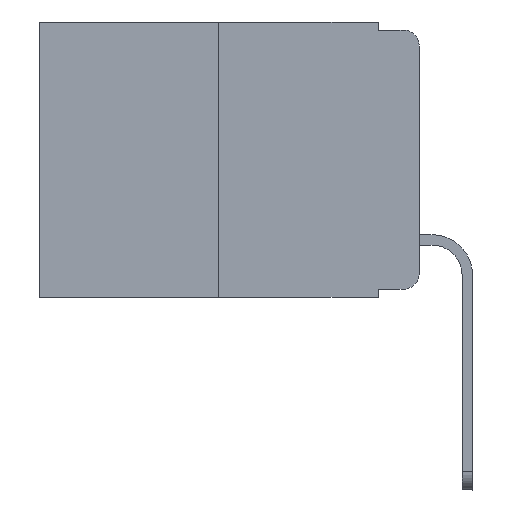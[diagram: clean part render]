
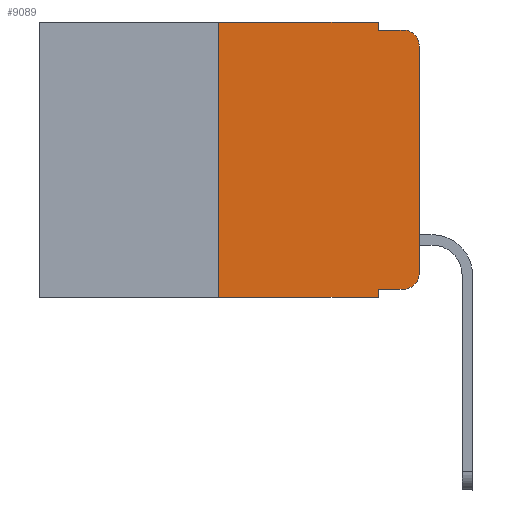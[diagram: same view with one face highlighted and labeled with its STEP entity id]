
A CAD part, left-side view. The second image highlights one B-rep face of the part: STEP entity #9089.
In plain terms, the highlighted planar face has unit normal (-1, 0, 0).
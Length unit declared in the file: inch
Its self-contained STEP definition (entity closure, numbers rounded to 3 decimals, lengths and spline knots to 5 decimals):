
#598 = DIRECTION ( 'NONE',  ( 0., -1., 0. ) ) ;
#837 = LINE ( 'NONE', #2600, #13080 ) ;
#851 = VECTOR ( 'NONE', #598, 39.37008 ) ;
#1003 = ORIENTED_EDGE ( 'NONE', *, *, #18306, .F. ) ;
#1492 = VERTEX_POINT ( 'NONE', #10283 ) ;
#1678 = CARTESIAN_POINT ( 'NONE',  ( 0., 0., 0. ) ) ;
#2220 = DIRECTION ( 'NONE',  ( 0., -1., 0. ) ) ;
#2600 = CARTESIAN_POINT ( 'NONE',  ( 0., 0.25, 0. ) ) ;
#3504 = CARTESIAN_POINT ( 'NONE',  ( 0., 0.02, -0.333 ) ) ;
#3945 = VECTOR ( 'NONE', #7634, 39.37008 ) ;
#3970 = CARTESIAN_POINT ( 'NONE',  ( 0., 0.051, -0.333 ) ) ;
#3983 = DIRECTION ( 'NONE',  ( -1., 0., 0. ) ) ;
#4064 = CARTESIAN_POINT ( 'NONE',  ( 0., 0.051, 0. ) ) ;
#4791 = AXIS2_PLACEMENT_3D ( 'NONE', #19968, #3983, #10807 ) ;
#4826 = VERTEX_POINT ( 'NONE', #8933 ) ;
#5115 = EDGE_CURVE ( 'NONE', #18286, #13447, #22245, .T. ) ;
#5326 = CIRCLE ( 'NONE', #13491, 0.02 ) ;
#5563 = AXIS2_PLACEMENT_3D ( 'NONE', #21320, #8700, #8571 ) ;
#5668 = LINE ( 'NONE', #4064, #3945 ) ;
#6038 = VECTOR ( 'NONE', #21024, 39.37008 ) ;
#6372 = CARTESIAN_POINT ( 'NONE',  ( 0., 0.473, -0.343 ) ) ;
#6512 = EDGE_CURVE ( 'NONE', #8762, #9570, #10210, .T. ) ;
#7057 = ORIENTED_EDGE ( 'NONE', *, *, #17631, .F. ) ;
#7634 = DIRECTION ( 'NONE',  ( 0., 0., -1. ) ) ;
#7876 = CARTESIAN_POINT ( 'NONE',  ( 0., 0.051, -0.01 ) ) ;
#8283 = CARTESIAN_POINT ( 'NONE',  ( 0., 0.051, -0.333 ) ) ;
#8343 = CARTESIAN_POINT ( 'NONE',  ( 0., 0.473, 0. ) ) ;
#8571 = DIRECTION ( 'NONE',  ( 0., 0., -1. ) ) ;
#8700 = DIRECTION ( 'NONE',  ( 1., 0., 0. ) ) ;
#8762 = VERTEX_POINT ( 'NONE', #21484 ) ;
#8933 = CARTESIAN_POINT ( 'NONE',  ( 0., 0., -0.313 ) ) ;
#8972 = EDGE_LOOP ( 'NONE', ( #22448, #11278, #14794, #7057, #12138, #17167, #12013, #1003, #20871, #16981 ) ) ;
#9089 = ADVANCED_FACE ( 'NONE', ( #14264 ), #17858, .F. ) ;
#9271 = VECTOR ( 'NONE', #2220, 39.37008 ) ;
#9570 = VERTEX_POINT ( 'NONE', #12962 ) ;
#9768 = VERTEX_POINT ( 'NONE', #8283 ) ;
#10087 = DIRECTION ( 'NONE',  ( -1., 0., 0. ) ) ;
#10210 = LINE ( 'NONE', #8343, #22136 ) ;
#10283 = CARTESIAN_POINT ( 'NONE',  ( 0., 0.051, -0.01 ) ) ;
#10423 = EDGE_CURVE ( 'NONE', #14150, #17139, #14797, .T. ) ;
#10560 = VECTOR ( 'NONE', #20332, 39.37008 ) ;
#10807 = DIRECTION ( 'NONE',  ( 0., 0., -1. ) ) ;
#11278 = ORIENTED_EDGE ( 'NONE', *, *, #10423, .T. ) ;
#12013 = ORIENTED_EDGE ( 'NONE', *, *, #5115, .T. ) ;
#12138 = ORIENTED_EDGE ( 'NONE', *, *, #6512, .F. ) ;
#12374 = VECTOR ( 'NONE', #13341, 39.37008 ) ;
#12962 = CARTESIAN_POINT ( 'NONE',  ( 0., 0.051, 0. ) ) ;
#13080 = VECTOR ( 'NONE', #13597, 39.37008 ) ;
#13341 = DIRECTION ( 'NONE',  ( 0., -1., 0. ) ) ;
#13447 = VERTEX_POINT ( 'NONE', #16251 ) ;
#13491 = AXIS2_PLACEMENT_3D ( 'NONE', #16941, #10087, #22144 ) ;
#13575 = LINE ( 'NONE', #7876, #12374 ) ;
#13597 = DIRECTION ( 'NONE',  ( 0., 0., 1. ) ) ;
#13923 = DIRECTION ( 'NONE',  ( 0., -1., 0. ) ) ;
#14081 = EDGE_CURVE ( 'NONE', #4826, #14150, #19180, .T. ) ;
#14150 = VERTEX_POINT ( 'NONE', #22749 ) ;
#14264 = FACE_OUTER_BOUND ( 'NONE', #8972, .T. ) ;
#14497 = EDGE_CURVE ( 'NONE', #18286, #8762, #837, .T. ) ;
#14794 = ORIENTED_EDGE ( 'NONE', *, *, #22860, .F. ) ;
#14797 = CIRCLE ( 'NONE', #4791, 0.02 ) ;
#15225 = LINE ( 'NONE', #22503, #10560 ) ;
#16123 = CARTESIAN_POINT ( 'NONE',  ( 0., 0.25, -0.343 ) ) ;
#16251 = CARTESIAN_POINT ( 'NONE',  ( 0., 0.051, -0.343 ) ) ;
#16654 = VERTEX_POINT ( 'NONE', #3504 ) ;
#16798 = EDGE_CURVE ( 'NONE', #9768, #16654, #18216, .T. ) ;
#16941 = CARTESIAN_POINT ( 'NONE',  ( 0., 0.02, -0.313 ) ) ;
#16981 = ORIENTED_EDGE ( 'NONE', *, *, #22816, .T. ) ;
#17139 = VERTEX_POINT ( 'NONE', #20797 ) ;
#17167 = ORIENTED_EDGE ( 'NONE', *, *, #14497, .F. ) ;
#17631 = EDGE_CURVE ( 'NONE', #9570, #1492, #15225, .T. ) ;
#17858 = PLANE ( 'NONE',  #5563 ) ;
#18216 = LINE ( 'NONE', #3970, #9271 ) ;
#18286 = VERTEX_POINT ( 'NONE', #16123 ) ;
#18306 = EDGE_CURVE ( 'NONE', #9768, #13447, #5668, .T. ) ;
#19180 = LINE ( 'NONE', #1678, #6038 ) ;
#19968 = CARTESIAN_POINT ( 'NONE',  ( 0., 0.02, -0.03 ) ) ;
#20332 = DIRECTION ( 'NONE',  ( 0., 0., -1. ) ) ;
#20797 = CARTESIAN_POINT ( 'NONE',  ( 0., 0.02, -0.01 ) ) ;
#20871 = ORIENTED_EDGE ( 'NONE', *, *, #16798, .T. ) ;
#21024 = DIRECTION ( 'NONE',  ( 0., 0., 1. ) ) ;
#21320 = CARTESIAN_POINT ( 'NONE',  ( 0., 0.473, 0. ) ) ;
#21484 = CARTESIAN_POINT ( 'NONE',  ( 0., 0.25, 0. ) ) ;
#22136 = VECTOR ( 'NONE', #13923, 39.37008 ) ;
#22144 = DIRECTION ( 'NONE',  ( 0., 0., -1. ) ) ;
#22245 = LINE ( 'NONE', #6372, #851 ) ;
#22448 = ORIENTED_EDGE ( 'NONE', *, *, #14081, .T. ) ;
#22503 = CARTESIAN_POINT ( 'NONE',  ( 0., 0.051, 0. ) ) ;
#22749 = CARTESIAN_POINT ( 'NONE',  ( 0., 0., -0.03 ) ) ;
#22816 = EDGE_CURVE ( 'NONE', #16654, #4826, #5326, .T. ) ;
#22860 = EDGE_CURVE ( 'NONE', #1492, #17139, #13575, .T. ) ;
